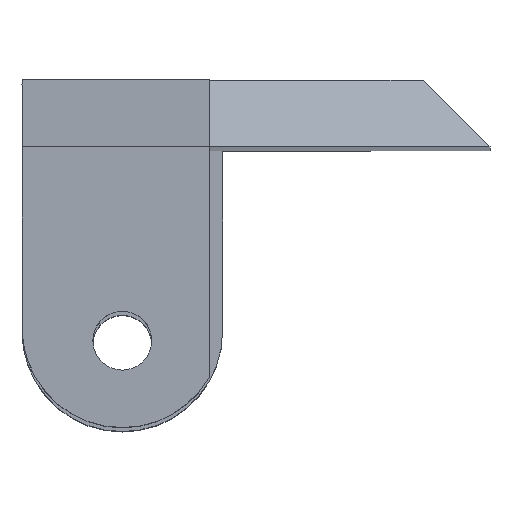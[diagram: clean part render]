
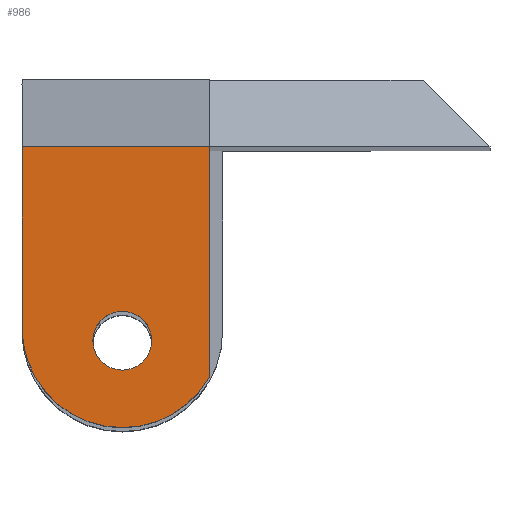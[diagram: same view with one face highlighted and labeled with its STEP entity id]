
A CAD part, top view. The second image highlights one B-rep face of the part: STEP entity #986.
In plain terms, the highlighted planar face has unit normal (0, 0, 1).
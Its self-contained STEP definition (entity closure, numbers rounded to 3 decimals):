
#37=FACE_BOUND('',#209,.T.);
#72=PLANE('',#1090);
#139=FACE_OUTER_BOUND('',#208,.T.);
#208=EDGE_LOOP('',(#919,#920,#921,#922));
#209=EDGE_LOOP('',(#923));
#278=LINE('',#1565,#378);
#308=LINE('',#1643,#408);
#309=LINE('',#1645,#409);
#378=VECTOR('',#1288,10.);
#408=VECTOR('',#1364,10.);
#409=VECTOR('',#1367,10.);
#439=CIRCLE('',#1083,7.5);
#441=CIRCLE('',#1087,2.2);
#501=VERTEX_POINT('',#1562);
#502=VERTEX_POINT('',#1564);
#523=VERTEX_POINT('',#1627);
#525=VERTEX_POINT('',#1630);
#527=VERTEX_POINT('',#1639);
#620=EDGE_CURVE('',#501,#502,#278,.T.);
#651=EDGE_CURVE('',#525,#523,#439,.F.);
#656=EDGE_CURVE('',#527,#527,#441,.F.);
#658=EDGE_CURVE('',#525,#501,#308,.T.);
#659=EDGE_CURVE('',#502,#523,#309,.T.);
#919=ORIENTED_EDGE('',*,*,#658,.F.);
#920=ORIENTED_EDGE('',*,*,#651,.T.);
#921=ORIENTED_EDGE('',*,*,#659,.F.);
#922=ORIENTED_EDGE('',*,*,#620,.F.);
#923=ORIENTED_EDGE('',*,*,#656,.F.);
#986=ADVANCED_FACE('',(#139,#37),#72,.F.);
#1083=AXIS2_PLACEMENT_3D('',#1631,#1348,#1349);
#1087=AXIS2_PLACEMENT_3D('',#1640,#1359,#1360);
#1090=AXIS2_PLACEMENT_3D('',#1646,#1368,#1369);
#1288=DIRECTION('',(1.,0.,0.));
#1348=DIRECTION('center_axis',(0.,0.,
-1.));
#1349=DIRECTION('ref_axis',(0.707,-0.707,0.));
#1359=DIRECTION('center_axis',(0.,0.,
-1.));
#1360=DIRECTION('ref_axis',(-1.,0.,0.));
#1364=DIRECTION('',(0.,1.,0.));
#1367=DIRECTION('',(0.,-1.,0.));
#1368=DIRECTION('center_axis',(0.,0.,
-1.));
#1369=DIRECTION('ref_axis',(0.,-1.,0.));
#1562=CARTESIAN_POINT('',(0.,0.,95.6));
#1564=CARTESIAN_POINT('',(14.,0.,95.6));
#1565=CARTESIAN_POINT('',(16.25,0.,95.6));
#1627=CARTESIAN_POINT('',(14.,-17.242,95.6));
#1630=CARTESIAN_POINT('',(0.,-13.5,95.6));
#1631=CARTESIAN_POINT('Origin',(7.5,-13.5,95.6));
#1639=CARTESIAN_POINT('',(9.7,-14.5,95.6));
#1640=CARTESIAN_POINT('Origin',(7.5,-14.5,95.6));
#1643=CARTESIAN_POINT('',(0.,-8.,95.6));
#1645=CARTESIAN_POINT('',(14.,-9.,95.6));
#1646=CARTESIAN_POINT('Origin',(15.,-7.,95.6));
